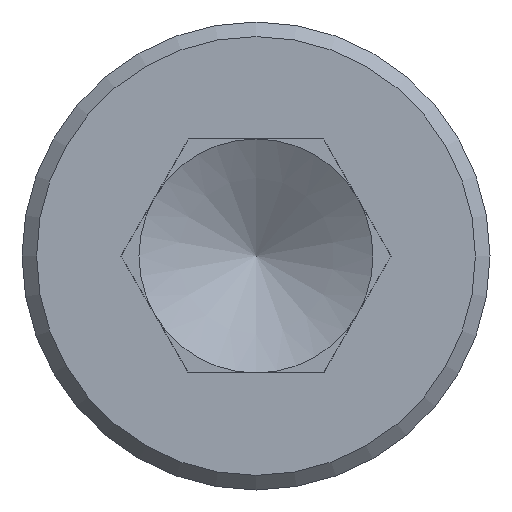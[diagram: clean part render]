
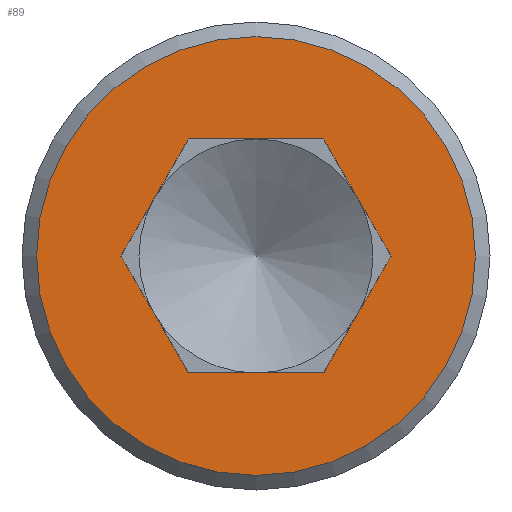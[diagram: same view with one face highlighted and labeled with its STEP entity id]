
A CAD part, left-side view. The second image highlights one B-rep face of the part: STEP entity #89.
In plain terms, the highlighted planar face has unit normal (-1, 0, 0).
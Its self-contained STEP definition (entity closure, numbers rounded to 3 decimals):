
#89 = ADVANCED_FACE( '', ( #187, #188 ), #189, .F. );
#187 = FACE_OUTER_BOUND( '', #281, .T. );
#188 = FACE_BOUND( '', #282, .T. );
#189 = PLANE( '', #283 );
#281 = EDGE_LOOP( '', ( #436 ) );
#282 = EDGE_LOOP( '', ( #437, #438, #439, #440, #441, #442 ) );
#283 = AXIS2_PLACEMENT_3D( '', #443, #444, #445 );
#436 = ORIENTED_EDGE( '', *, *, #529, .F. );
#437 = ORIENTED_EDGE( '', *, *, #491, .T. );
#438 = ORIENTED_EDGE( '', *, *, #537, .T. );
#439 = ORIENTED_EDGE( '', *, *, #538, .T. );
#440 = ORIENTED_EDGE( '', *, *, #485, .T. );
#441 = ORIENTED_EDGE( '', *, *, #539, .T. );
#442 = ORIENTED_EDGE( '', *, *, #502, .T. );
#443 = CARTESIAN_POINT( '', ( 0., 0., 0. ) );
#444 = DIRECTION( '', ( 1., 0., 0. ) );
#445 = DIRECTION( '', ( 0., 0., -1. ) );
#485 = EDGE_CURVE( '', #555, #556, #557, .T. );
#491 = EDGE_CURVE( '', #566, #567, #568, .T. );
#502 = EDGE_CURVE( '', #583, #566, #584, .T. );
#529 = EDGE_CURVE( '', #621, #621, #622, .T. );
#537 = EDGE_CURVE( '', #567, #630, #631, .T. );
#538 = EDGE_CURVE( '', #630, #555, #632, .T. );
#539 = EDGE_CURVE( '', #556, #583, #633, .T. );
#555 = VERTEX_POINT( '', #652 );
#556 = VERTEX_POINT( '', #653 );
#557 = LINE( '', #654, #655 );
#566 = VERTEX_POINT( '', #668 );
#567 = VERTEX_POINT( '', #669 );
#568 = LINE( '', #670, #671 );
#583 = VERTEX_POINT( '', #690 );
#584 = LINE( '', #691, #692 );
#621 = VERTEX_POINT( '', #734 );
#622 = CIRCLE( '', #735, 7.5 );
#630 = VERTEX_POINT( '', #743 );
#631 = LINE( '', #744, #745 );
#632 = LINE( '', #746, #747 );
#633 = LINE( '', #748, #749 );
#652 = CARTESIAN_POINT( '', ( 0., -2.309, -4. ) );
#653 = CARTESIAN_POINT( '', ( 0., 2.309, -4. ) );
#654 = CARTESIAN_POINT( '', ( 0., -2.309, -4. ) );
#655 = VECTOR( '', #766, 1000. );
#668 = CARTESIAN_POINT( '', ( 0., 2.309, 4. ) );
#669 = CARTESIAN_POINT( '', ( 0., -2.309, 4. ) );
#670 = CARTESIAN_POINT( '', ( 0., 2.309, 4. ) );
#671 = VECTOR( '', #771, 1000. );
#690 = CARTESIAN_POINT( '', ( 0., 4.619, 0. ) );
#691 = CARTESIAN_POINT( '', ( 0., 4.619, 0. ) );
#692 = VECTOR( '', #785, 1000. );
#734 = CARTESIAN_POINT( '', ( 0., 0., -7.5 ) );
#735 = AXIS2_PLACEMENT_3D( '', #821, #822, #823 );
#743 = CARTESIAN_POINT( '', ( 0., -4.619, 0. ) );
#744 = CARTESIAN_POINT( '', ( 0., -2.309, 4. ) );
#745 = VECTOR( '', #830, 1000. );
#746 = CARTESIAN_POINT( '', ( 0., -4.619, 0. ) );
#747 = VECTOR( '', #831, 1000. );
#748 = CARTESIAN_POINT( '', ( 0., 2.309, -4. ) );
#749 = VECTOR( '', #832, 1000. );
#766 = DIRECTION( '', ( 0., 1., 0. ) );
#771 = DIRECTION( '', ( 0., -1., 0. ) );
#785 = DIRECTION( '', ( 0., -0.5, 0.866 ) );
#821 = CARTESIAN_POINT( '', ( 0., 0., 0. ) );
#822 = DIRECTION( '', ( 1., 0., 0. ) );
#823 = DIRECTION( '', ( 0., 0., -1. ) );
#830 = DIRECTION( '', ( 0., -0.5, -0.866 ) );
#831 = DIRECTION( '', ( 0., 0.5, -0.866 ) );
#832 = DIRECTION( '', ( 0., 0.5, 0.866 ) );
